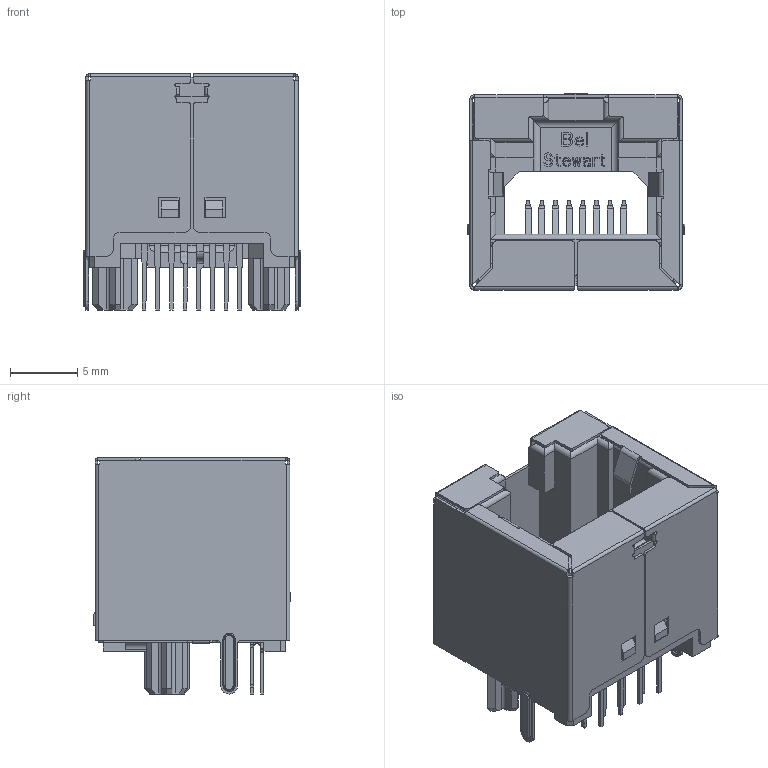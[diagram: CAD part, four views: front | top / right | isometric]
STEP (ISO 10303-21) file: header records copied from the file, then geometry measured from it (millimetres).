
FILE_DESCRIPTION((''),'2;1');
FILE_NAME('ASM-SS-60300-014_ASM','2018-01-26T',('dgutter'),('Stewart Connector'),'CREO PARAMETRIC BY PTC INC, 2016260','CREO PARAMETRIC BY PTC INC, 2016260','');
FILE_SCHEMA(('CONFIG_CONTROL_DESIGN'));
Length unit declared in the file: inch
Products named in the file (6): 3206M0010-07; 5303M0201-06; 5303M0201-05; 3200M0013-26; 0048M00E1-14; ASM-SS-60300-014_ASM
Assembly tree (5 placements, depth 2):
  ASM-SS-60300-014_ASM
    3206M0010-07
    5303M0201-06
    5303M0201-05
    3200M0013-26
    0048M00E1-14
Bounding box: 16.15 x 14.66 x 17.53 mm (x, y, z)
Volume: 1345.7 mm3; surface area: 4237 mm2
Topology: 27 solids, 27 shells, 1504 faces, 3877 edges, 2446 vertices
Faces by surface type: plane 1193, cylinder 258, bspline 25, torus 24, sphere 4
Entity records: 46844 total; most frequent: CARTESIAN_POINT 10101, ORIENTED_EDGE 7754, DIRECTION 7261, EDGE_CURVE 3877, VECTOR 3269, LINE 3269, VERTEX_POINT 2446, AXIS2_PLACEMENT_3D 1996
